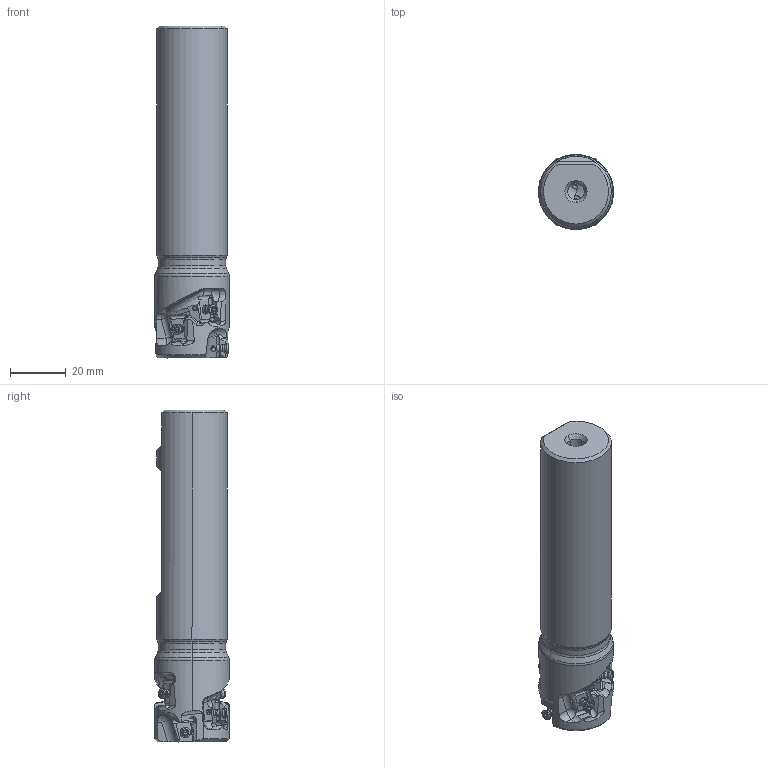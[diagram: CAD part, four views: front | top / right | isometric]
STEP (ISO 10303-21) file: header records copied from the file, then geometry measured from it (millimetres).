
FILE_DESCRIPTION(/* description */ (''),/* implementation_level */ '2;1');
FILE_NAME(/* name */ 'VPX200UR182FA16S0806.stp',/* time_stamp */ '2021-06-22T11:12:57+09:00',/* author */ (''),/* organization */ (''),/* preprocessor_version */ 'ST-DEVELOPER v16',/* originating_system */ 'SIEMENS PLM Software NX 10.0',/* authorisation */ '');
FILE_SCHEMA (('AUTOMOTIVE_DESIGN { 1 0 10303 214 3 1 1 1 }'));
Length unit declared in the file: millimetre
Products named in the file (1): VPX200UR182FA16S0806_ASM
Bounding box: 26.98 x 26.98 x 119.45 mm (x, y, z)
Volume: 54830.8 mm3; surface area: 14263.1 mm2
Topology: 7 solids, 7 shells, 664 faces, 1830 edges, 1167 vertices
Faces by surface type: cylinder 298, plane 161, cone 97, torus 46, sphere 40, bspline 12, extrusion 10
Entity records: 27607 total; most frequent: CARTESIAN_POINT 11053, ORIENTED_EDGE 3556, DIRECTION 3325, EDGE_CURVE 1778, AXIS2_PLACEMENT_3D 1365, VERTEX_POINT 1158, EDGE_LOOP 706, ADVANCED_FACE 664
